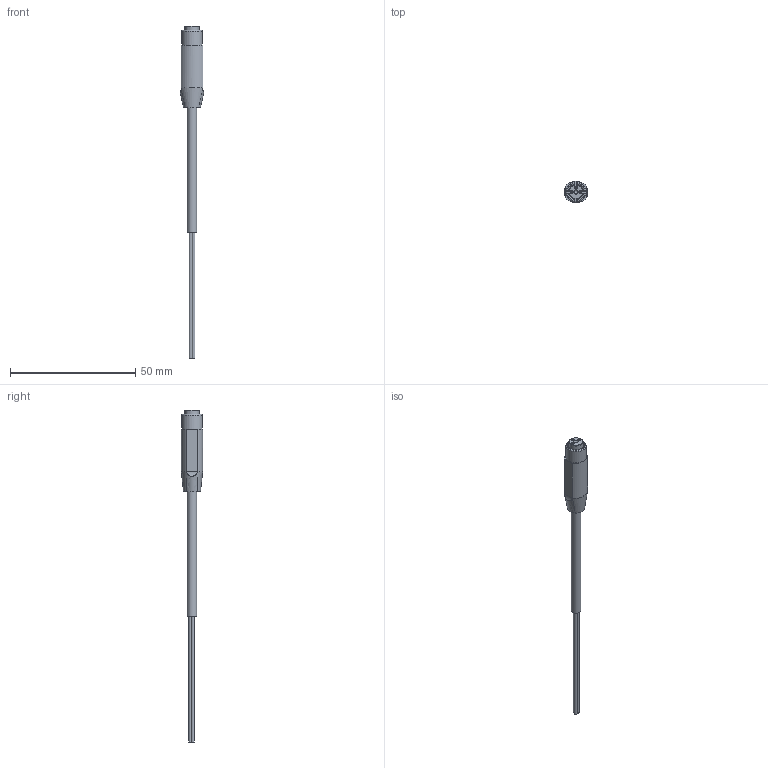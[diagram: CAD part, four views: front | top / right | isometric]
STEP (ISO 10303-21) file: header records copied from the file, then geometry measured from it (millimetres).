
FILE_DESCRIPTION(/* description */ ('STEP AP214'),/* implementation_level */ '2;1');
FILE_NAME(/* name */ '8078264_NEBA-M8CG3-U-2_5-N-LE3',/* time_stamp */ '2024-09-11T22:04:49+02:00',/* author */ ('License CC BY-ND 4.0'),/* organization */ ('CADENAS'),/* preprocessor_version */ 'ST-DEVELOPER v19.3',/* originating_system */ 'PARTsolutions',/* authorisation */ ' ');
FILE_SCHEMA (('AUTOMOTIVE_DESIGN {1 0 10303 214 3 1 1}'));
Length unit declared in the file: millimetre
Products named in the file (2): 8078264 NEBA-M8CG3-U-2.5-N-LE3---(21400p); 8159579 NEBA-M8CG3---(23400)
Assembly tree (1 placements, depth 2):
  8078264 NEBA-M8CG3-U-2.5-N-LE3---(21400p)
    8159579 NEBA-M8CG3---(23400)
Bounding box: 9.41 x 8.5 x 132.6 mm (x, y, z)
Volume: 2484 mm3; surface area: 2273.6 mm2
Topology: 1 solids, 1 shells, 44 faces, 82 edges, 52 vertices
Faces by surface type: cylinder 18, plane 17, bspline 4, torus 2, cone 2, sphere 1
Full cylindrical faces by diameter (mm): 0.8 x3, 1.075 x3, 1.15 x3, 3.8 x1, 5.67 x1, 6.175 x1, 6.721 x1, 8.1 x1
Entity records: 1367 total; most frequent: CARTESIAN_POINT 208, DIRECTION 184, ORIENTED_EDGE 116, AXIS2_PLACEMENT_3D 86, EDGE_LOOP 76, FACE_BOUND 76, EDGE_CURVE 58, VERTEX_POINT 48
